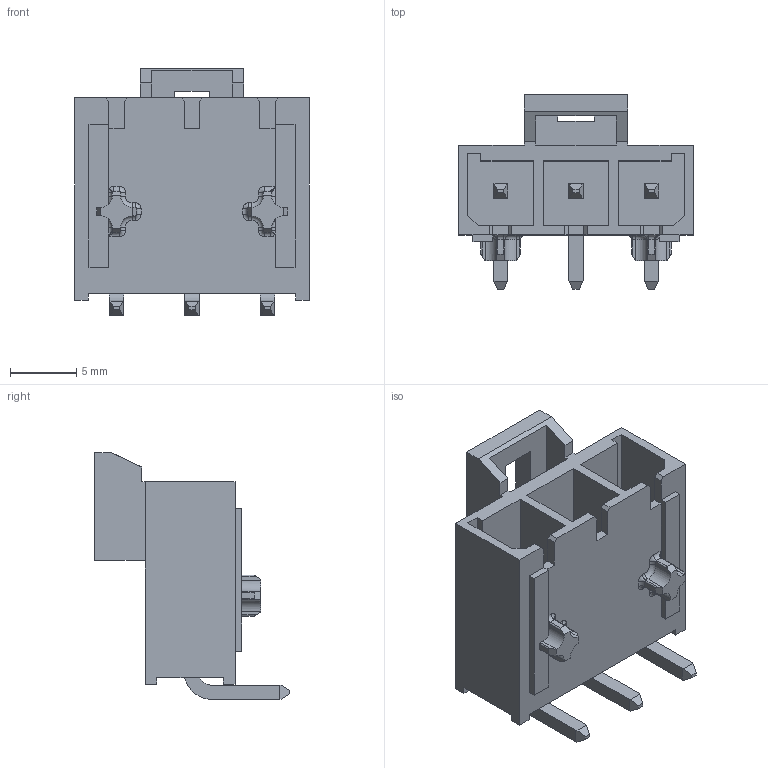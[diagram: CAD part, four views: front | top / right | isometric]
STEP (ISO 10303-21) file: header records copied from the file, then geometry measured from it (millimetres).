
FILE_DESCRIPTION( ( 'STEP AP214' ), '1' );
FILE_NAME( 'psolqas1400245913.stp', '2020-02-13T13:00:24', ( '' ), ( '' ), ' ', 'PARTsolutions', ' ' );
FILE_SCHEMA( ( 'AUTOMOTIVE_DESIGN { 1 0 10303 214 1 1 1 1 }' ) );
Length unit declared in the file: metre
Products named in the file (1): 1
Bounding box: 17.75 x 14.7 x 18.64 mm (x, y, z)
Volume: 1163.9 mm3; surface area: 2116.5 mm2
Topology: 1 solids, 1 shells, 257 faces, 705 edges, 456 vertices
Faces by surface type: plane 182, cylinder 48, torus 16, bspline 11
Entity records: 8733 total; most frequent: CARTESIAN_POINT 2250, ORIENTED_EDGE 1410, DIRECTION 1252, EDGE_CURVE 705, LINE 566, VECTOR 566, VERTEX_POINT 456, AXIS2_PLACEMENT_3D 343
